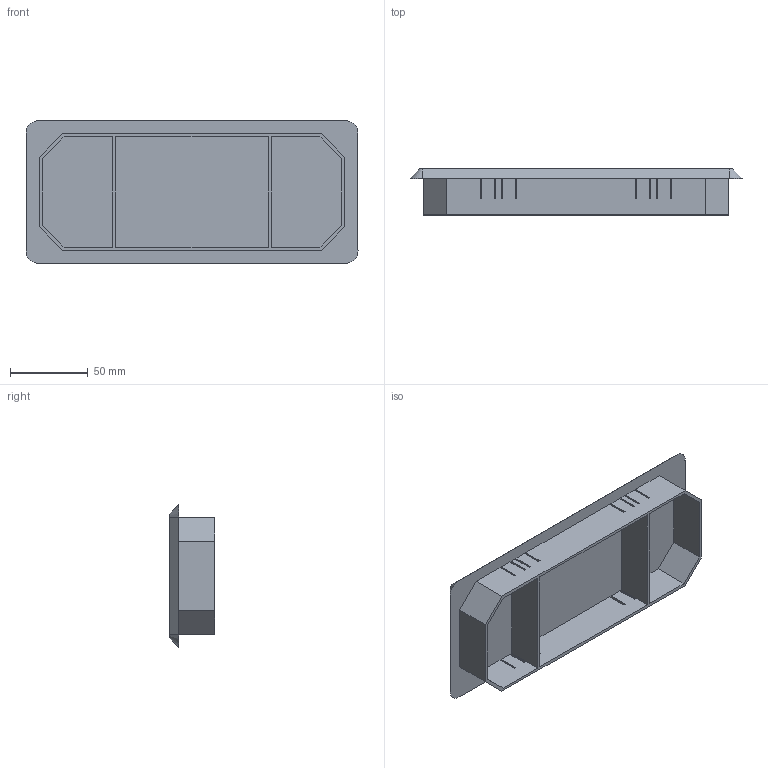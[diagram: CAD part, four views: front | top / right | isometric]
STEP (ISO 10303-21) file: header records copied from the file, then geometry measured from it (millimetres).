
FILE_DESCRIPTION(('STEP AP214'),'1');
FILE_NAME('cctmp_035237C0-B5BC-450B-8797-7A29B9840067_2023_07_22_16_03_46_0628..stp','2023-07-22T14:03:46',('SIEMENS A&D'),('CADClick - www.CADClick.com'),'Spatial InterOp 3D postprocessed',' ','unknown authorization');
FILE_SCHEMA(('AUTOMOTIVE_DESIGN'));
Length unit declared in the file: millimetre
Products named in the file (1): 2023_07_22_16_03_46_0616
Bounding box: 214 x 29.65 x 92 mm (x, y, z)
Volume: 139610 mm3; surface area: 71588 mm2
Topology: 1 solids, 1 shells, 227 faces, 576 edges, 384 vertices
Faces by surface type: plane 127, cylinder 96, cone 4
Entity records: 7659 total; most frequent: DIRECTION 1232, CARTESIAN_POINT 1188, ORIENTED_EDGE 1152, EDGE_CURVE 576, AXIS2_PLACEMENT_3D 428, VERTEX_POINT 384, LINE 376, VECTOR 376
